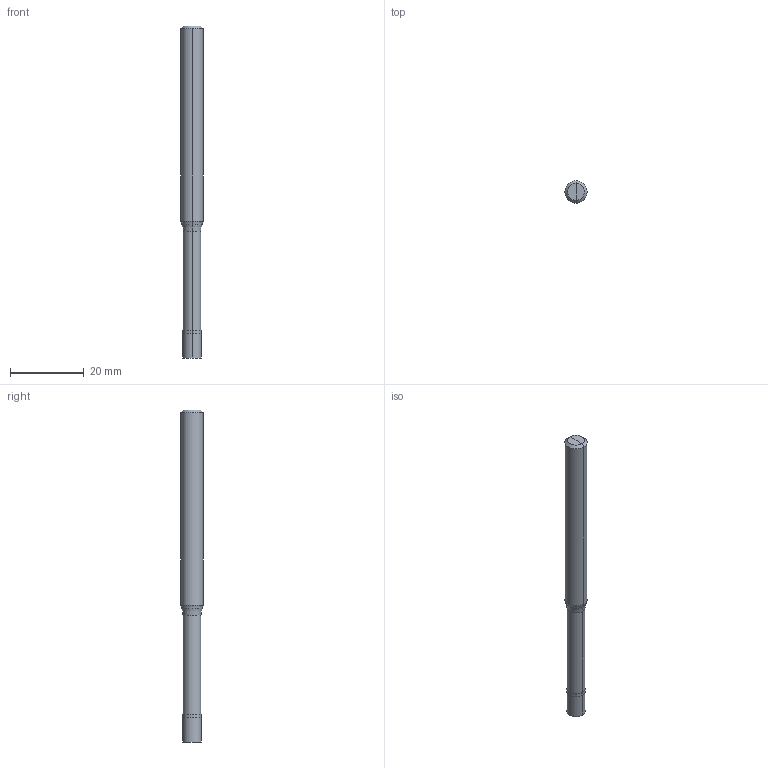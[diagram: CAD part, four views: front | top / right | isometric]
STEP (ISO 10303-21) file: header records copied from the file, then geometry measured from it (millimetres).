
FILE_DESCRIPTION((''),'2;1');
FILE_NAME('eXobj0000_09809526','',('ISBE GmbH'),('ISBE GmbH'), 'ISBE STEP IO v1.1','originating_system','authorisation');
FILE_SCHEMA(('AUTOMOTIVE_DESIGN { 1 0 10303 214 1 1 1 1 }'));
Length unit declared in the file: millimetre
Products named in the file (5): CUT0; NOCUT0; RootObj; WIRE
Assembly tree (2 placements, depth 2):
  RootObj
    CUT0
    NOCUT0
  WIRE
  WIRE
Bounding box: 6 x 6 x 90 mm (x, y, z)
Volume: 2196.4 mm3; surface area: 1651.2 mm2
Topology: 2 solids, 2 shells, 24 faces, 306 edges, 548 vertices
Faces by surface type: plane 10, cylinder 8, cone 4, revolution 2
Entity records: 3155 total; most frequent: CARTESIAN_POINT 974, DIRECTION 478, LINE 360, VECTOR 360, TRIMMED_CURVE 262, ORIENTED_EDGE 88, PCURVE 88, DEFINITIONAL_REPRESENTATION 88
